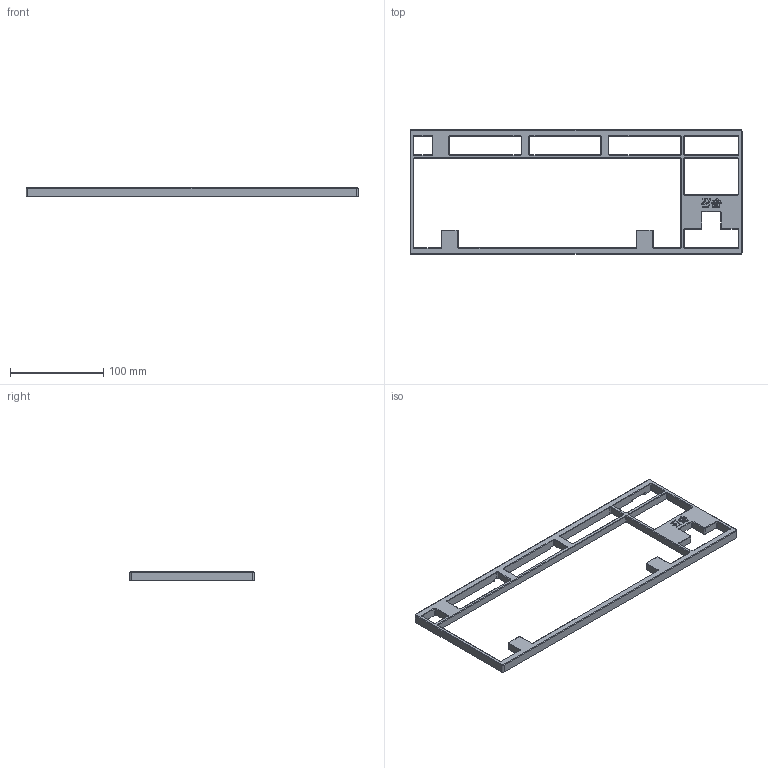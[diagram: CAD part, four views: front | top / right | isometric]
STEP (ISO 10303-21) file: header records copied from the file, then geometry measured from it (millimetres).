
FILE_DESCRIPTION(/* description */ (''),/* implementation_level */ '2;1');
FILE_NAME(/* name */ 'Top.step',/* time_stamp */ '2021-11-05T17:51:39-07:00',/* author */ (''),/* organization */ (''),/* preprocessor_version */ 'ST-DEVELOPER v18.1',/* originating_system */ 'Autodesk Translation Framework v10.10.0.1391',/* authorisation */ '');
FILE_SCHEMA (('AUTOMOTIVE_DESIGN { 1 0 10303 214 3 1 1 }'));
Length unit declared in the file: millimetre
Products named in the file (1): f12 tkl
Bounding box: 356.61 x 134.01 x 9.5 mm (x, y, z)
Volume: 94676.1 mm3; surface area: 48437.6 mm2
Topology: 1 solids, 1 shells, 428 faces, 1173 edges, 745 vertices
Faces by surface type: plane 191, cylinder 152, cone 63, bspline 22
Full cylindrical faces by diameter (mm): 2.075 x15
Entity records: 13700 total; most frequent: CARTESIAN_POINT 2712, ORIENTED_EDGE 2316, DIRECTION 2280, EDGE_CURVE 1158, LINE 762, VECTOR 762, AXIS2_PLACEMENT_3D 759, VERTEX_POINT 745
